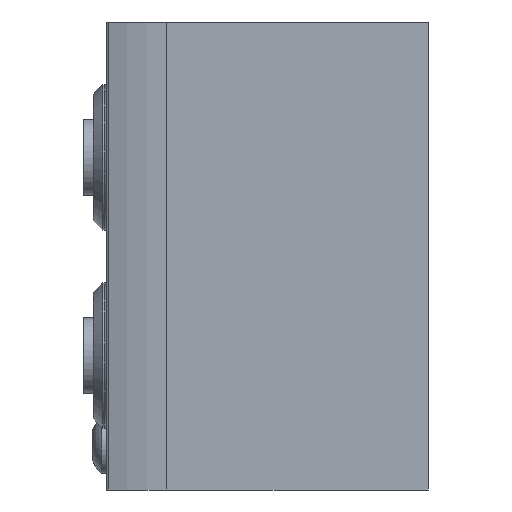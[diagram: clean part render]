
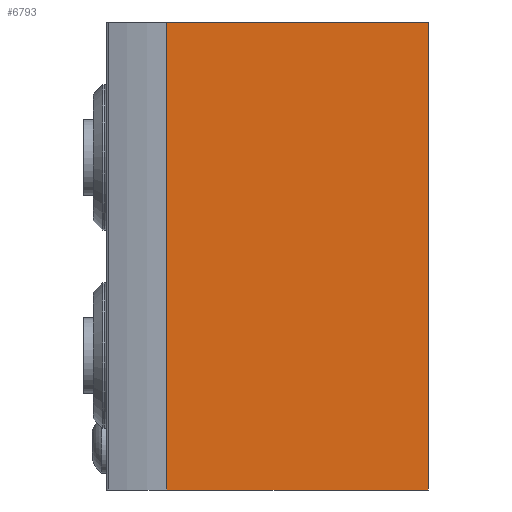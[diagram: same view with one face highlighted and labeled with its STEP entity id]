
A CAD part, left-side view. The second image highlights one B-rep face of the part: STEP entity #6793.
In plain terms, the highlighted planar face has unit normal (-1, 0, 0).
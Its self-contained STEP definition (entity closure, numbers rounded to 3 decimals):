
#622=ORIENTED_EDGE('',*,*,#1926,.T.);
#623=ORIENTED_EDGE('',*,*,#1849,.F.);
#624=ORIENTED_EDGE('',*,*,#1927,.F.);
#625=ORIENTED_EDGE('',*,*,#1923,.T.);
#1849=EDGE_CURVE('',#2498,#2495,#2947,.T.);
#1923=EDGE_CURVE('',#2569,#2568,#2962,.T.);
#1926=EDGE_CURVE('',#2568,#2495,#2964,.T.);
#1927=EDGE_CURVE('',#2569,#2498,#2965,.T.);
#2495=VERTEX_POINT('',#9392);
#2498=VERTEX_POINT('',#9397);
#2568=VERTEX_POINT('',#9552);
#2569=VERTEX_POINT('',#9554);
#2947=LINE('',#9398,#3290);
#2962=LINE('',#9553,#3305);
#2964=LINE('',#9559,#3307);
#2965=LINE('',#9560,#3308);
#3290=VECTOR('',#7800,1000.);
#3305=VECTOR('',#7955,1000.);
#3307=VECTOR('',#7961,1000.);
#3308=VECTOR('',#7962,1000.);
#3641=EDGE_LOOP('',(#622,#623,#624,#625));
#4076=FACE_BOUND('',#3641,.T.);
#4489=PLANE('',#7191);
#6793=ADVANCED_FACE('',(#4076),#4489,.F.);
#7191=AXIS2_PLACEMENT_3D('',#9558,#7959,#7960);
#7800=DIRECTION('',(0.,0.,-1.));
#7955=DIRECTION('',(0.,0.,-1.));
#7959=DIRECTION('',(1.,0.,0.));
#7960=DIRECTION('',(0.,0.,-1.));
#7961=DIRECTION('',(0.,-1.,0.));
#7962=DIRECTION('',(0.,-1.,0.));
#9392=CARTESIAN_POINT('',(-53.65,0.,-24.725));
#9397=CARTESIAN_POINT('',(-53.65,0.,24.725));
#9398=CARTESIAN_POINT('',(-53.65,0.,24.725));
#9552=CARTESIAN_POINT('',(-53.65,27.7,-24.725));
#9553=CARTESIAN_POINT('',(-53.65,27.7,24.725));
#9554=CARTESIAN_POINT('',(-53.65,27.7,24.725));
#9558=CARTESIAN_POINT('',(-53.65,27.7,24.725));
#9559=CARTESIAN_POINT('',(-53.65,27.7,-24.725));
#9560=CARTESIAN_POINT('',(-53.65,27.7,24.725));
